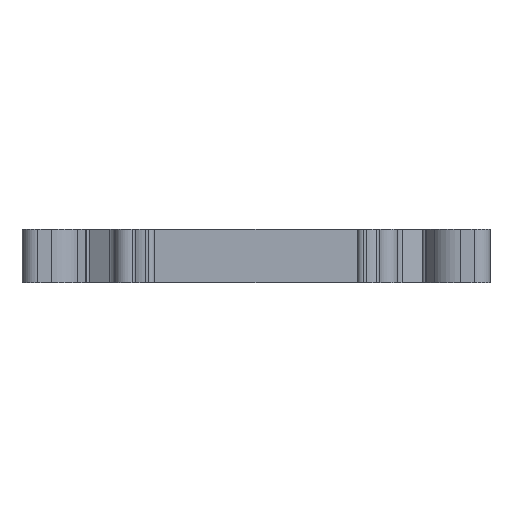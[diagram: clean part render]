
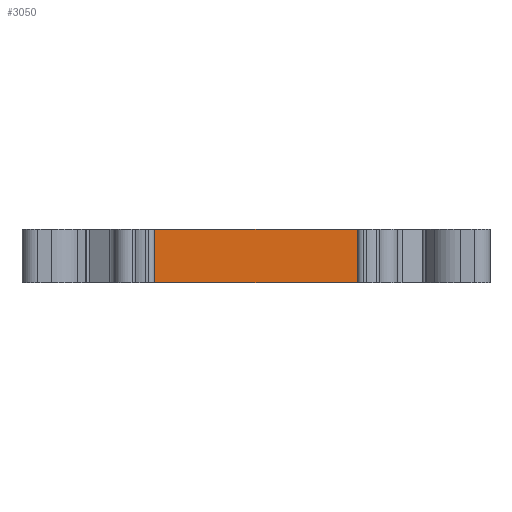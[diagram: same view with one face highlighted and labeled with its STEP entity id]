
A CAD part, front view. The second image highlights one B-rep face of the part: STEP entity #3050.
In plain terms, the highlighted planar face has unit normal (0, -1, 0).
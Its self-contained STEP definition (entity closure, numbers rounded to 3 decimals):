
#143 = ORIENTED_EDGE ( 'NONE', *, *, #3608, .T. ) ;
#173 = ORIENTED_EDGE ( 'NONE', *, *, #3590, .T. ) ;
#174 = ORIENTED_EDGE ( 'NONE', *, *, #3111, .T. ) ;
#190 = ORIENTED_EDGE ( 'NONE', *, *, #3024, .T. ) ;
#733 = EDGE_LOOP ( 'NONE', ( #190, #173, #174, #143 ) ) ;
#1166 = VERTEX_POINT ( 'NONE', #5927 ) ;
#1177 = VERTEX_POINT ( 'NONE', #5961 ) ;
#1196 = VERTEX_POINT ( 'NONE', #5925 ) ;
#1207 = VERTEX_POINT ( 'NONE', #6021 ) ;
#3024 = EDGE_CURVE ( 'NONE', #1166, #1177, #7380, .T. ) ;
#3050 = ADVANCED_FACE ( 'NONE', ( #7674 ), #7640, .T. ) ;
#3111 = EDGE_CURVE ( 'NONE', #1196, #1207, #8042, .T. ) ;
#3590 = EDGE_CURVE ( 'NONE', #1177, #1196, #4147, .T. ) ;
#3608 = EDGE_CURVE ( 'NONE', #1207, #1166, #4175, .T. ) ;
#4139 = CARTESIAN_POINT ( 'NONE',  ( 1450.378, 929.333, 9.038 ) ) ;
#4147 = LINE ( 'NONE', #4139, #8973 ) ;
#4150 = DIRECTION ( 'NONE',  ( 0., 0., -1. ) ) ;
#4175 = LINE ( 'NONE', #4212, #7128 ) ;
#4212 = CARTESIAN_POINT ( 'NONE',  ( 1469.978, 929.333, 9.038 ) ) ;
#4239 = DIRECTION ( 'NONE',  ( 0., 0., 1. ) ) ;
#5925 = CARTESIAN_POINT ( 'NONE',  ( 1450.378, 929.333, -48.05 ) ) ;
#5927 = CARTESIAN_POINT ( 'NONE',  ( 1469.978, 929.333, -42.95 ) ) ;
#5961 = CARTESIAN_POINT ( 'NONE',  ( 1450.378, 929.333, -42.95 ) ) ;
#6021 = CARTESIAN_POINT ( 'NONE',  ( 1469.978, 929.333, -48.05 ) ) ;
#7128 = VECTOR ( 'NONE', #4239, 1000. ) ;
#7380 = LINE ( 'NONE', #7458, #8195 ) ;
#7445 = DIRECTION ( 'NONE',  ( -1., 0., 0. ) ) ;
#7458 = CARTESIAN_POINT ( 'NONE',  ( 1469.978, 929.333, -42.95 ) ) ;
#7640 = PLANE ( 'NONE',  #8151 ) ;
#7644 = DIRECTION ( 'NONE',  ( 0., 0., -1. ) ) ;
#7647 = CARTESIAN_POINT ( 'NONE',  ( 1469.978, 929.333, 9.038 ) ) ;
#7650 = DIRECTION ( 'NONE',  ( 0., -1., 0. ) ) ;
#7674 = FACE_OUTER_BOUND ( 'NONE', #733, .T. ) ;
#7973 = DIRECTION ( 'NONE',  ( 1., 0., 0. ) ) ;
#8001 = CARTESIAN_POINT ( 'NONE',  ( 1469.978, 929.333, -48.05 ) ) ;
#8042 = LINE ( 'NONE', #8001, #8422 ) ;
#8151 = AXIS2_PLACEMENT_3D ( 'NONE', #7647, #7650, #7644 ) ;
#8195 = VECTOR ( 'NONE', #7445, 1000. ) ;
#8422 = VECTOR ( 'NONE', #7973, 1000. ) ;
#8973 = VECTOR ( 'NONE', #4150, 1000. ) ;
